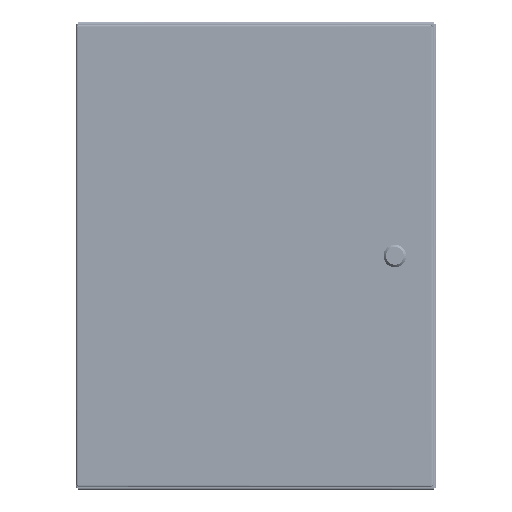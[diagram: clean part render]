
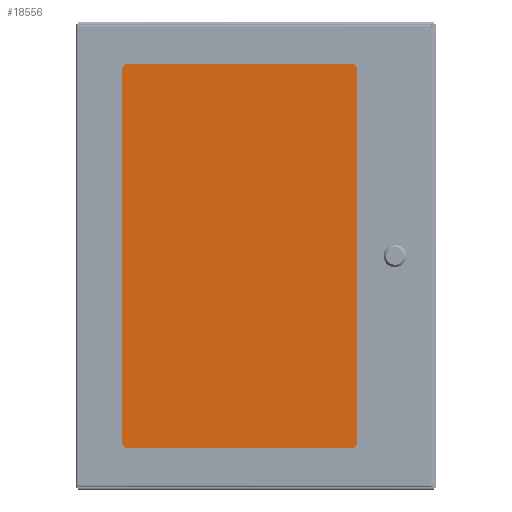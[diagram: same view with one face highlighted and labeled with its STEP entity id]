
A CAD part, top view. The second image highlights one B-rep face of the part: STEP entity #18556.
In plain terms, the highlighted planar face has unit normal (0, 0, 1).
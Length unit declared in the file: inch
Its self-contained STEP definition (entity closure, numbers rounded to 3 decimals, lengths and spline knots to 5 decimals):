
#1324=PLANE($,#20369);
#2635=LINE($,#39128,#3941);
#2639=LINE($,#39136,#3945);
#2642=LINE($,#39142,#3948);
#2645=LINE($,#39147,#3951);
#3941=VECTOR($,#25113,19.68);
#3945=VECTOR($,#25119,12.41);
#3948=VECTOR($,#25124,19.68);
#3951=VECTOR($,#25129,12.41);
#5356=FACE_OUTER_BOUND($,#6702,.T.);
#6702=EDGE_LOOP($,(#16049,#16050,#16051,#16052));
#9054=VERTEX_POINT($,#39126);
#9055=VERTEX_POINT($,#39127);
#9058=VERTEX_POINT($,#39135);
#9060=VERTEX_POINT($,#39141);
#11405=EDGE_CURVE($,#9054,#9055,#2635,.T.);
#11409=EDGE_CURVE($,#9055,#9058,#2639,.T.);
#11412=EDGE_CURVE($,#9058,#9060,#2642,.T.);
#11415=EDGE_CURVE($,#9060,#9054,#2645,.T.);
#16049=ORIENTED_EDGE($,*,*,#11405,.F.);
#16050=ORIENTED_EDGE($,*,*,#11415,.F.);
#16051=ORIENTED_EDGE($,*,*,#11412,.F.);
#16052=ORIENTED_EDGE($,*,*,#11409,.F.);
#18556=ADVANCED_FACE($,(#5356),#1324,.T.);
#20369=AXIS2_PLACEMENT_3D($,#39150,#25133,#25134);
#25113=DIRECTION($,(0.,1.,0.));
#25119=DIRECTION($,(1.,0.,0.));
#25124=DIRECTION($,(0.,-1.,0.));
#25129=DIRECTION($,(-1.,0.,0.));
#25133=DIRECTION('center_axis',(0.,0.,1.));
#25134=DIRECTION('ref_axis',(1.,0.,0.));
#39126=CARTESIAN_POINT('',(0.,0.,0.25));
#39127=CARTESIAN_POINT('',(0.,19.68,0.25));
#39128=CARTESIAN_POINT($,(0.,19.68,0.25));
#39135=CARTESIAN_POINT('',(12.41,19.68,0.25));
#39136=CARTESIAN_POINT($,(12.41,19.68,0.25));
#39141=CARTESIAN_POINT('',(12.41,0.,0.25));
#39142=CARTESIAN_POINT($,(12.41,0.,0.25));
#39147=CARTESIAN_POINT($,(0.,0.,0.25));
#39150=CARTESIAN_POINT('Origin',(6.205,9.84,0.25));
